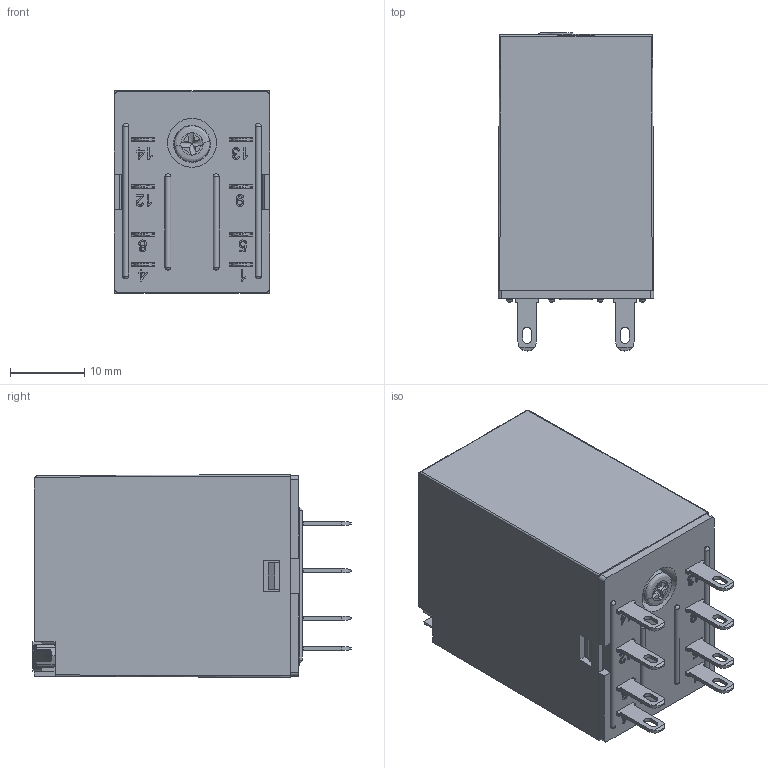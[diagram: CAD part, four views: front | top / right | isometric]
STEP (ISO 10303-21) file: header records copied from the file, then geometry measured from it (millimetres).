
FILE_DESCRIPTION(('STEP AP203'), '1');
FILE_NAME('RP4.32', '', ('UNSPECIFIED'), ('UNSPECIFIED'), 'C3D Converter', 'C3D Toolkit', '');
FILE_SCHEMA(('CONFIG_CONTROL_DESIGN'));
Length unit declared in the file: millimetre
Products named in the file (12): RP4.32; RP4.FN9; RP4.FN8; RP4.FN7; RP4.FN6; RP4.FN5; RP4.FN4; RP4.FN3; RP4.FN2; RP4.FN1
Assembly tree (15 placements, depth 3):
  RP4.32
    RP4.FN9
      RP4.FN8
      RP4.FN8  x2
      RP4.FN8  x2
      RP4.FN7  x2
      RP4.FN6  x2
    RP4.FN5
    RP4.FN4
    RP4.FN3
    RP4.FN2
    RP4.FN1
Bounding box: 21 x 42.99 x 27.4 mm (x, y, z)
Volume: 6420.4 mm3; surface area: 12255.2 mm2
Topology: 16 solids, 16 shells, 1497 faces, 4097 edges, 2756 vertices
Faces by surface type: plane 1007, cylinder 336, bspline 102, cone 22, torus 19, sphere 11
Full cylindrical faces by diameter (mm): 1 x1, 1.52 x6, 1.55 x2, 1.6 x2, 2 x4, 2.4 x1, 2.44 x1, 2.8 x1, 3 x2, 3.3 x1, 4.04 x1, 4.8 x2, 6.6 x1
Entity records: 57804 total; most frequent: CARTESIAN_POINT 20802, ORIENTED_EDGE 5994, DIRECTION 5159, EDGE_CURVE 2997, VERTEX_POINT 2062, LINE 1929, VECTOR 1929, AXIS2_PLACEMENT_3D 1615
